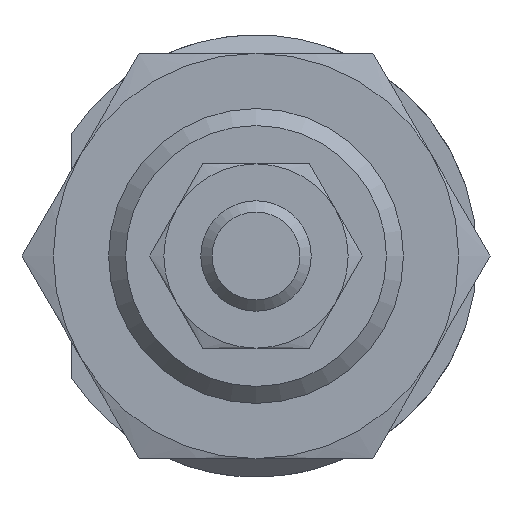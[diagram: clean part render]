
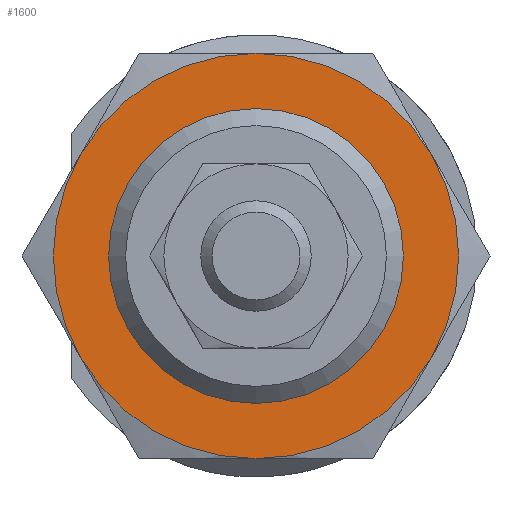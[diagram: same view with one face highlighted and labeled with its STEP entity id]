
A CAD part, left-side view. The second image highlights one B-rep face of the part: STEP entity #1600.
In plain terms, the highlighted planar face has unit normal (-1, 0, 0).
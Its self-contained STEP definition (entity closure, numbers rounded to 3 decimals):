
#238=PLANE('',#1840);
#307=CIRCLE('',#1831,11.);
#308=CIRCLE('',#1833,11.);
#309=CIRCLE('',#1835,11.);
#310=CIRCLE('',#1837,11.);
#311=CIRCLE('',#1839,11.);
#312=CIRCLE('',#1841,11.);
#313=CIRCLE('',#1842,8.);
#626=ORIENTED_EDGE('',*,*,#912,.F.);
#627=ORIENTED_EDGE('',*,*,#914,.F.);
#628=ORIENTED_EDGE('',*,*,#917,.F.);
#629=ORIENTED_EDGE('',*,*,#920,.F.);
#630=ORIENTED_EDGE('',*,*,#907,.F.);
#631=ORIENTED_EDGE('',*,*,#908,.F.);
#632=ORIENTED_EDGE('',*,*,#921,.T.);
#907=EDGE_CURVE('',#1077,#1075,#307,.T.);
#908=EDGE_CURVE('',#1078,#1077,#308,.T.);
#912=EDGE_CURVE('',#1081,#1078,#309,.T.);
#914=EDGE_CURVE('',#1082,#1081,#310,.T.);
#917=EDGE_CURVE('',#1084,#1082,#311,.T.);
#920=EDGE_CURVE('',#1075,#1084,#312,.T.);
#921=EDGE_CURVE('',#1086,#1086,#313,.T.);
#1075=VERTEX_POINT('',#2800);
#1077=VERTEX_POINT('',#2806);
#1078=VERTEX_POINT('',#2810);
#1081=VERTEX_POINT('',#2826);
#1082=VERTEX_POINT('',#2834);
#1084=VERTEX_POINT('',#2846);
#1086=VERTEX_POINT('',#2859);
#1278=EDGE_LOOP('',(#626,#627,#628,#629,#630,#631));
#1279=EDGE_LOOP('',(#632));
#1428=FACE_BOUND('',#1278,.T.);
#1429=FACE_BOUND('',#1279,.T.);
#1600=ADVANCED_FACE('',(#1428,#1429),#238,.F.);
#1831=AXIS2_PLACEMENT_3D('',#2807,#2205,#2206);
#1833=AXIS2_PLACEMENT_3D('',#2809,#2209,#2210);
#1835=AXIS2_PLACEMENT_3D('',#2827,#2213,#2214);
#1837=AXIS2_PLACEMENT_3D('',#2833,#2217,#2218);
#1839=AXIS2_PLACEMENT_3D('',#2845,#2221,#2222);
#1840=AXIS2_PLACEMENT_3D('',#2856,#2223,#2224);
#1841=AXIS2_PLACEMENT_3D('',#2857,#2225,#2226);
#1842=AXIS2_PLACEMENT_3D('',#2858,#2227,#2228);
#2205=DIRECTION('',(1.,0.,0.));
#2206=DIRECTION('',(0.,0.,-1.));
#2209=DIRECTION('',(1.,0.,0.));
#2210=DIRECTION('',(0.,0.,-1.));
#2213=DIRECTION('',(1.,0.,0.));
#2214=DIRECTION('',(0.,0.,-1.));
#2217=DIRECTION('',(1.,0.,0.));
#2218=DIRECTION('',(0.,0.,-1.));
#2221=DIRECTION('',(1.,0.,0.));
#2222=DIRECTION('',(0.,0.,-1.));
#2223=DIRECTION('',(1.,0.,0.));
#2224=DIRECTION('',(0.,0.,-1.));
#2225=DIRECTION('',(1.,0.,0.));
#2226=DIRECTION('',(0.,0.,-1.));
#2227=DIRECTION('',(1.,0.,0.));
#2228=DIRECTION('',(0.,0.,-1.));
#2800=CARTESIAN_POINT('',(0.,-9.526,5.5));
#2806=CARTESIAN_POINT('',(0.,0.,11.));
#2807=CARTESIAN_POINT('',(0.,0.,0.));
#2809=CARTESIAN_POINT('',(0.,0.,0.));
#2810=CARTESIAN_POINT('',(0.,9.526,5.5));
#2826=CARTESIAN_POINT('',(0.,9.526,-5.5));
#2827=CARTESIAN_POINT('',(0.,0.,0.));
#2833=CARTESIAN_POINT('',(0.,0.,0.));
#2834=CARTESIAN_POINT('',(0.,0.,-11.));
#2845=CARTESIAN_POINT('',(0.,0.,0.));
#2846=CARTESIAN_POINT('',(0.,-9.526,-5.5));
#2856=CARTESIAN_POINT('',(0.,0.,0.));
#2857=CARTESIAN_POINT('',(0.,0.,0.));
#2858=CARTESIAN_POINT('',(0.,0.,0.));
#2859=CARTESIAN_POINT('',(0.,0.,-8.));
